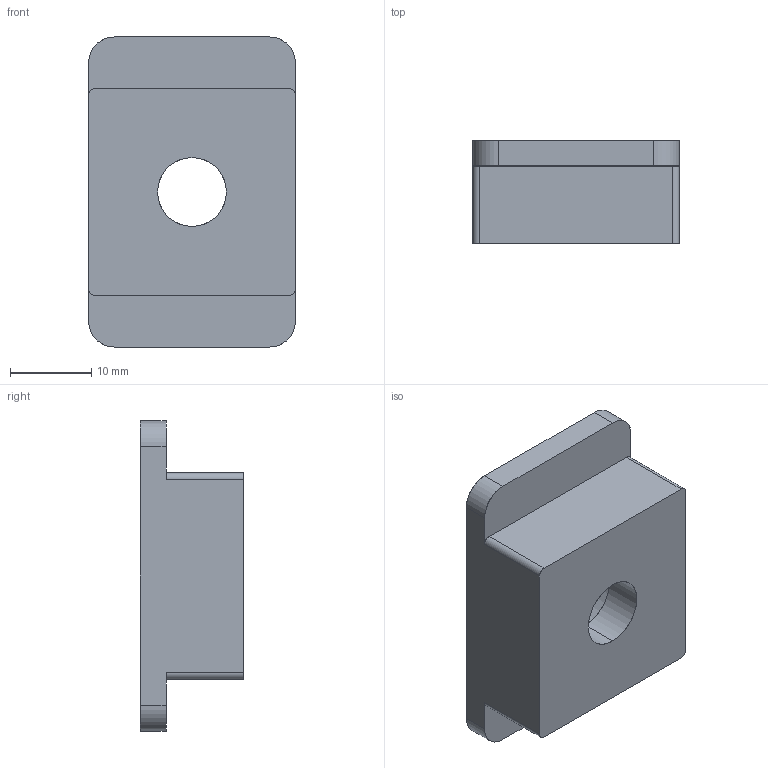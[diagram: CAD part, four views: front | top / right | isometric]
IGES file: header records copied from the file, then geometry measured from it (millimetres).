
Start section: SolidWorks IGES file using analytic representation for surfaces
Global section: file name: REVDELTA_ACC-PNL-00001 (100015); ACCESSORY; PANEL CLAMP; MID\ACC-PNL-00001 (100015).IGS; native system: SolidWorks 2019; preprocessor: SolidWorks 2019; author: Andrew; date: 250219.231515; units: inch
Bounding box: 25.4 x 12.7 x 38.1 mm (x, y, z)
Surface area: 3609.8 mm2 (no closed solid volume)
Topology: 0 solids, 0 shells, 23 faces, 320 edges, 320 vertices
Faces by surface type: revolution 12, bspline 11
